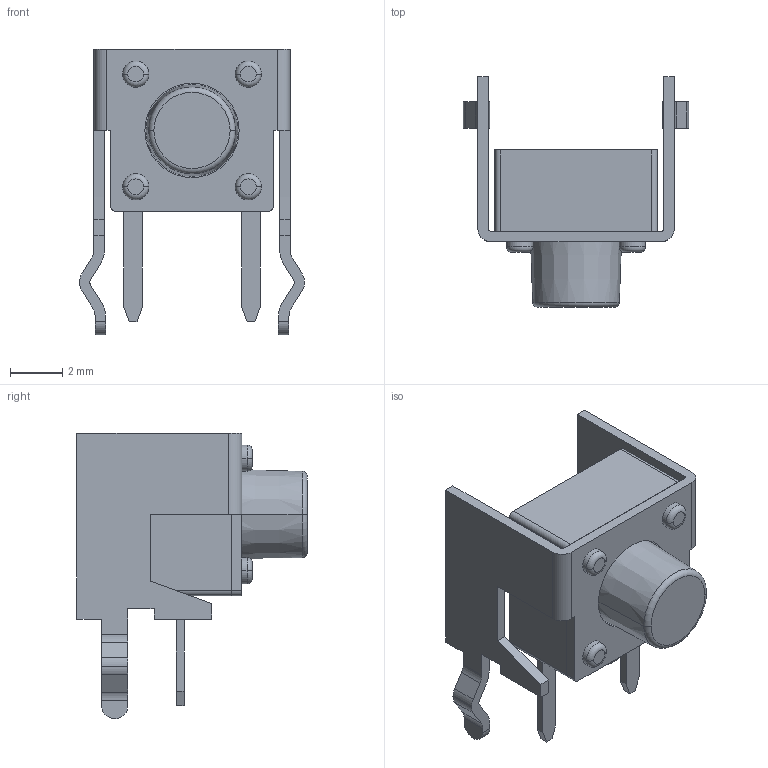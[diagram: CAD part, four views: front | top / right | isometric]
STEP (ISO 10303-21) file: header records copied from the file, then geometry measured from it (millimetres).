
FILE_DESCRIPTION (( 'STEP AP214' ), '1' );
FILE_NAME ('KEY-TH_TC-6615-6-160G.STEP', '2022-04-20T10:54:38', ( 'Sky123.Org' ), ( 'Sky123.Org' ), 'SwSTEP 2.0', 'SolidWorks 2017', '' );
FILE_SCHEMA (( 'AUTOMOTIVE_DESIGN' ));
Length unit declared in the file: millimetre
Products named in the file (1): KEY-TH_TC-6615-6-160G
Bounding box: 8.6 x 8.8 x 10.9 mm (x, y, z)
Volume: 189.1 mm3; surface area: 448.9 mm2
Topology: 2 solids, 2 shells, 178 faces, 470 edges, 310 vertices
Faces by surface type: plane 114, cylinder 38, bspline 14, torus 10, cone 2
Entity records: 7552 total; most frequent: CARTESIAN_POINT 1757, ORIENTED_EDGE 940, DIRECTION 872, EDGE_CURVE 470, LINE 342, VECTOR 342, VERTEX_POINT 310, AXIS2_PLACEMENT_3D 265
